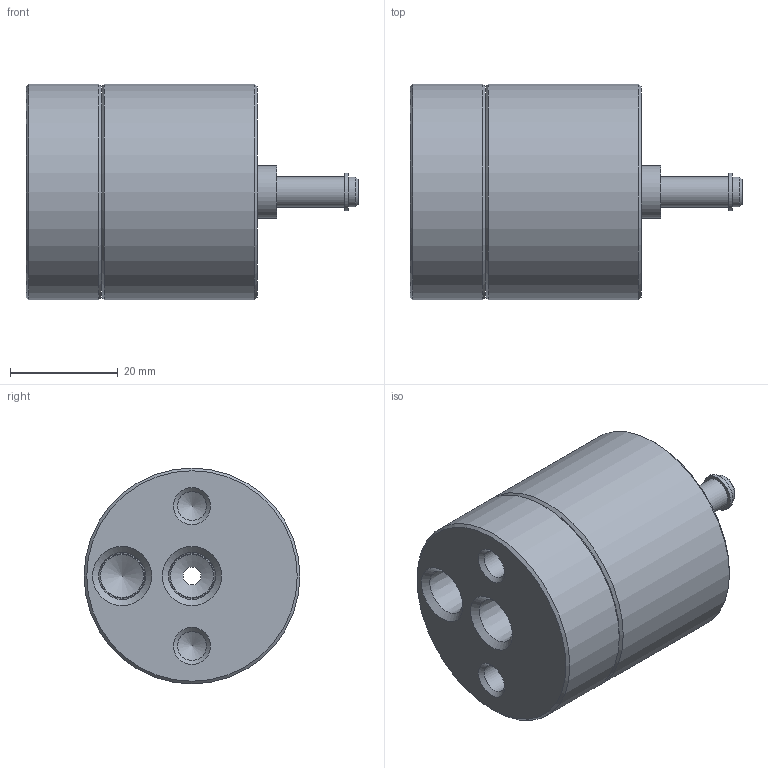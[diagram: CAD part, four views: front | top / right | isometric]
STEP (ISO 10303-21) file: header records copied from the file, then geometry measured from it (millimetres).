
FILE_DESCRIPTION((''),'2;1');
FILE_NAME('FI1.stp','2012-10-02T16:57:33',('steve'),(''),'Autodesk Inventor 2012','Autodesk Inventor 2012','');
FILE_SCHEMA(('AUTOMOTIVE_DESIGN { 1 0 10303 214 1 1 1 1 }'));
Length unit declared in the file: inch
Products named in the file (1): FI1
Bounding box: 61.49 x 40.01 x 40.01 mm (x, y, z)
Volume: 52378.2 mm3; surface area: 10141 mm2
Topology: 1 solids, 1 shells, 39 faces, 76 edges, 48 vertices
Faces by surface type: cone 15, cylinder 13, plane 11
Full cylindrical faces by diameter (mm): 3.302 x1, 5.359 x2, 5.537 x1, 5.69 x2, 6.985 x1, 7.95 x2, 9.703 x1, 35.103 x1, 40.005 x2
Entity records: 816 total; most frequent: DIRECTION 158, CARTESIAN_POINT 118, AXIS2_PLACEMENT_3D 79, ORIENTED_EDGE 78, EDGE_LOOP 78, VERTEX_POINT 39, CIRCLE 39, EDGE_CURVE 39
